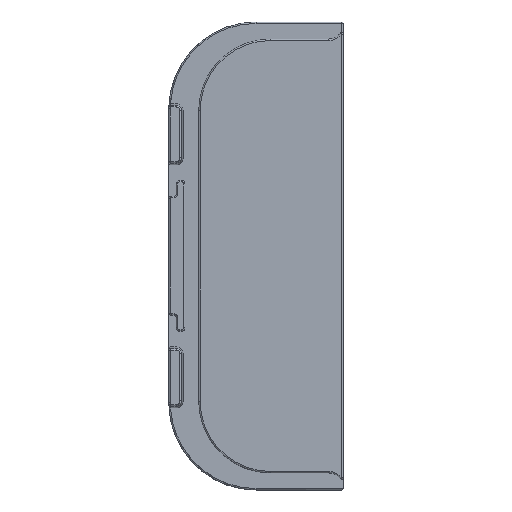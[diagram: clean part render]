
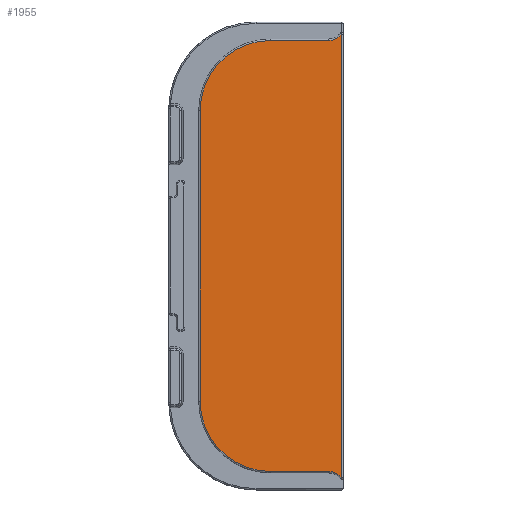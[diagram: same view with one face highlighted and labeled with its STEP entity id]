
A CAD part, top view. The second image highlights one B-rep face of the part: STEP entity #1955.
In plain terms, the highlighted planar face has unit normal (0, 0, 1).
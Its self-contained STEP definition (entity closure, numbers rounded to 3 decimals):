
#61=PLANE('',#2237);
#195=FACE_OUTER_BOUND('',#319,.T.);
#319=EDGE_LOOP('',(#1680,#1681,#1682,#1683,#1684,#1685,#1686,#1687));
#420=LINE('',#3439,#563);
#421=LINE('',#3444,#564);
#428=LINE('',#3480,#571);
#430=LINE('',#3493,#573);
#563=VECTOR('',#2660,10.);
#564=VECTOR('',#2665,10.);
#571=VECTOR('',#2708,10.);
#573=VECTOR('',#2724,10.);
#723=CIRCLE('',#2161,2.3);
#729=CIRCLE('',#2171,2.3);
#735=CIRCLE('',#2180,9.7);
#743=CIRCLE('',#2193,9.7);
#826=VERTEX_POINT('',#3175);
#827=VERTEX_POINT('',#3179);
#880=VERTEX_POINT('',#3433);
#882=VERTEX_POINT('',#3442);
#885=VERTEX_POINT('',#3453);
#891=VERTEX_POINT('',#3471);
#892=VERTEX_POINT('',#3476);
#897=VERTEX_POINT('',#3491);
#1110=EDGE_CURVE('',#880,#827,#723,.T.);
#1113=EDGE_CURVE('',#827,#826,#420,.T.);
#1115=EDGE_CURVE('',#882,#880,#421,.T.);
#1122=EDGE_CURVE('',#826,#885,#729,.T.);
#1130=EDGE_CURVE('',#891,#882,#735,.T.);
#1134=EDGE_CURVE('',#885,#892,#428,.T.);
#1140=EDGE_CURVE('',#897,#891,#430,.T.);
#1143=EDGE_CURVE('',#892,#897,#743,.T.);
#1680=ORIENTED_EDGE('',*,*,#1110,.F.);
#1681=ORIENTED_EDGE('',*,*,#1115,.F.);
#1682=ORIENTED_EDGE('',*,*,#1130,.F.);
#1683=ORIENTED_EDGE('',*,*,#1140,.F.);
#1684=ORIENTED_EDGE('',*,*,#1143,.F.);
#1685=ORIENTED_EDGE('',*,*,#1134,.F.);
#1686=ORIENTED_EDGE('',*,*,#1122,.F.);
#1687=ORIENTED_EDGE('',*,*,#1113,.F.);
#1955=ADVANCED_FACE('',(#195),#61,.T.);
#2161=AXIS2_PLACEMENT_3D('',#3435,#2653,#2654);
#2171=AXIS2_PLACEMENT_3D('',#3457,#2679,#2680);
#2180=AXIS2_PLACEMENT_3D('',#3473,#2699,#2700);
#2193=AXIS2_PLACEMENT_3D('',#3497,#2730,#2731);
#2237=AXIS2_PLACEMENT_3D('',#3607,#2853,#2854);
#2653=DIRECTION('center_axis',(0.,0.,
1.));
#2654=DIRECTION('ref_axis',(0.585,-0.811,0.));
#2660=DIRECTION('',(0.,-1.,0.));
#2665=DIRECTION('',(1.,0.,0.));
#2679=DIRECTION('center_axis',(0.,0.,
1.));
#2680=DIRECTION('ref_axis',(0.585,0.811,0.));
#2699=DIRECTION('center_axis',(0.,0.,
-1.));
#2700=DIRECTION('ref_axis',(-0.707,0.707,0.));
#2708=DIRECTION('',(-1.,0.,0.));
#2724=DIRECTION('',(0.,1.,0.));
#2730=DIRECTION('center_axis',(0.,0.,
-1.));
#2731=DIRECTION('ref_axis',(-0.707,-0.707,0.));
#2853=DIRECTION('center_axis',(0.,0.,
1.));
#2854=DIRECTION('ref_axis',(1.,0.,0.));
#3175=CARTESIAN_POINT('',(23.8,-30.56,3.));
#3179=CARTESIAN_POINT('',(23.8,30.56,3.));
#3433=CARTESIAN_POINT('',(22.007,29.7,3.));
#3435=CARTESIAN_POINT('Origin',(22.007,32.,3.));
#3439=CARTESIAN_POINT('',(23.8,-15.67,3.));
#3442=CARTESIAN_POINT('',(14.,29.7,3.));
#3444=CARTESIAN_POINT('',(14.487,29.7,3.));
#3453=CARTESIAN_POINT('',(22.007,-29.7,3.));
#3457=CARTESIAN_POINT('Origin',(22.007,-32.,3.));
#3471=CARTESIAN_POINT('',(4.3,20.,3.));
#3473=CARTESIAN_POINT('Origin',(14.,20.,3.));
#3476=CARTESIAN_POINT('',(14.,-29.7,3.));
#3480=CARTESIAN_POINT('',(18.491,-29.7,3.));
#3491=CARTESIAN_POINT('',(4.3,-20.,3.));
#3493=CARTESIAN_POINT('',(4.3,-10.,3.));
#3497=CARTESIAN_POINT('Origin',(14.,-20.,3.));
#3607=CARTESIAN_POINT('Origin',(14.975,0.,3.));
